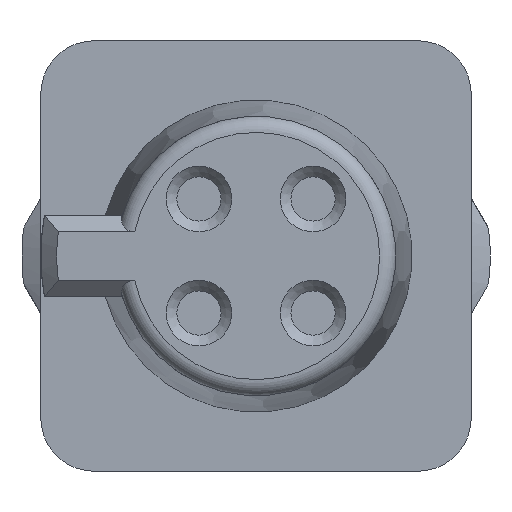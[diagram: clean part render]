
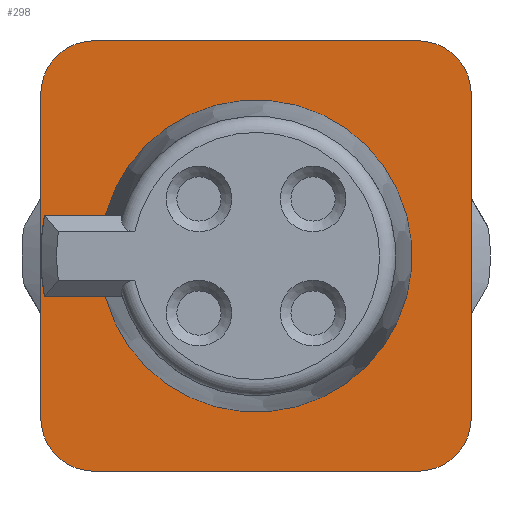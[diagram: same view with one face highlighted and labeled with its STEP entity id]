
A CAD part, left-side view. The second image highlights one B-rep face of the part: STEP entity #298.
In plain terms, the highlighted planar face has unit normal (-1, 0, 0).
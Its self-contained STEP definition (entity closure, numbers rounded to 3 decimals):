
#148=PLANE('',#1518);
#298=ADVANCED_FACE('',(#410),#148,.T.);
#410=FACE_OUTER_BOUND('',#486,.T.);
#486=EDGE_LOOP('',(#782,#783,#784,#785,#786,#787,#788,#789,#790,#791,#792,
#793,#794,#795));
#625=CIRCLE('',#1511,1.);
#626=CIRCLE('',#1512,1.);
#627=CIRCLE('',#1513,1.);
#628=CIRCLE('',#1514,4.);
#629=CIRCLE('',#1515,2.5);
#630=CIRCLE('',#1516,4.);
#631=CIRCLE('',#1517,1.);
#782=ORIENTED_EDGE('',*,*,#1235,.F.);
#783=ORIENTED_EDGE('',*,*,#1236,.T.);
#784=ORIENTED_EDGE('',*,*,#1237,.F.);
#785=ORIENTED_EDGE('',*,*,#1238,.T.);
#786=ORIENTED_EDGE('',*,*,#1239,.T.);
#787=ORIENTED_EDGE('',*,*,#1240,.T.);
#788=ORIENTED_EDGE('',*,*,#1241,.T.);
#789=ORIENTED_EDGE('',*,*,#1242,.T.);
#790=ORIENTED_EDGE('',*,*,#1243,.T.);
#791=ORIENTED_EDGE('',*,*,#1244,.T.);
#792=ORIENTED_EDGE('',*,*,#1245,.T.);
#793=ORIENTED_EDGE('',*,*,#1246,.T.);
#794=ORIENTED_EDGE('',*,*,#1247,.T.);
#795=ORIENTED_EDGE('',*,*,#1248,.T.);
#1088=VERTEX_POINT('',#2286);
#1089=VERTEX_POINT('',#2287);
#1090=VERTEX_POINT('',#2289);
#1091=VERTEX_POINT('',#2291);
#1092=VERTEX_POINT('',#2293);
#1093=VERTEX_POINT('',#2295);
#1094=VERTEX_POINT('',#2297);
#1095=VERTEX_POINT('',#2299);
#1096=VERTEX_POINT('',#2301);
#1097=VERTEX_POINT('',#2303);
#1098=VERTEX_POINT('',#2305);
#1099=VERTEX_POINT('',#2307);
#1100=VERTEX_POINT('',#2310);
#1235=EDGE_CURVE('',#1088,#1089,#1366,.T.);
#1236=EDGE_CURVE('',#1088,#1090,#625,.T.);
#1237=EDGE_CURVE('',#1091,#1090,#1367,.T.);
#1238=EDGE_CURVE('',#1091,#1092,#626,.T.);
#1239=EDGE_CURVE('',#1092,#1093,#1368,.T.);
#1240=EDGE_CURVE('',#1093,#1094,#627,.T.);
#1241=EDGE_CURVE('',#1094,#1095,#1369,.T.);
#1242=EDGE_CURVE('',#1095,#1096,#628,.T.);
#1243=EDGE_CURVE('',#1096,#1097,#1370,.T.);
#1244=EDGE_CURVE('',#1097,#1098,#629,.T.);
#1245=EDGE_CURVE('',#1098,#1099,#1371,.T.);
#1246=EDGE_CURVE('',#1099,#1095,#630,.T.);
#1247=EDGE_CURVE('',#1095,#1100,#1372,.T.);
#1248=EDGE_CURVE('',#1100,#1089,#631,.T.);
#1366=LINE('',#2285,#1419);
#1367=LINE('',#2290,#1420);
#1368=LINE('',#2294,#1421);
#1369=LINE('',#2298,#1422);
#1370=LINE('',#2302,#1423);
#1371=LINE('',#2306,#1424);
#1372=LINE('',#2309,#1425);
#1419=VECTOR('',#1738,1.);
#1420=VECTOR('',#1741,1.);
#1421=VECTOR('',#1744,1.);
#1422=VECTOR('',#1747,1.);
#1423=VECTOR('',#1750,1.);
#1424=VECTOR('',#1753,1.);
#1425=VECTOR('',#1756,1.);
#1511=AXIS2_PLACEMENT_3D('',#2288,#1739,#1740);
#1512=AXIS2_PLACEMENT_3D('',#2292,#1742,#1743);
#1513=AXIS2_PLACEMENT_3D('',#2296,#1745,#1746);
#1514=AXIS2_PLACEMENT_3D('',#2300,#1748,#1749);
#1515=AXIS2_PLACEMENT_3D('',#2304,#1751,#1752);
#1516=AXIS2_PLACEMENT_3D('',#2308,#1754,#1755);
#1517=AXIS2_PLACEMENT_3D('',#2311,#1757,#1758);
#1518=AXIS2_PLACEMENT_3D('',#2312,#1759,#1760);
#1738=DIRECTION('',(0.,1.,0.));
#1739=DIRECTION('',(-1.,0.,0.));
#1740=DIRECTION('',(0.,0.,1.));
#1741=DIRECTION('',(0.,0.,-1.));
#1742=DIRECTION('',(-1.,0.,0.));
#1743=DIRECTION('',(0.,0.,1.));
#1744=DIRECTION('',(0.,1.,0.));
#1745=DIRECTION('',(-1.,0.,0.));
#1746=DIRECTION('',(0.,0.,1.));
#1747=DIRECTION('',(0.,0.,-1.));
#1748=DIRECTION('',(1.,0.,0.));
#1749=DIRECTION('',(0.,0.,1.));
#1750=DIRECTION('',(0.,-1.,0.));
#1751=DIRECTION('',(1.,0.,0.));
#1752=DIRECTION('',(0.,0.,-1.));
#1753=DIRECTION('',(0.,1.,0.));
#1754=DIRECTION('',(1.,0.,0.));
#1755=DIRECTION('',(0.,0.,1.));
#1756=DIRECTION('',(0.,0.,-1.));
#1757=DIRECTION('',(-1.,0.,0.));
#1758=DIRECTION('',(0.,0.,1.));
#1759=DIRECTION('',(-1.,0.,0.));
#1760=DIRECTION('',(0.,0.,1.));
#2285=CARTESIAN_POINT('',(0.056,-4.,-4.));
#2286=CARTESIAN_POINT('',(0.056,-3.,-4.));
#2287=CARTESIAN_POINT('',(0.056,3.,-4.));
#2288=CARTESIAN_POINT('',(0.056,-3.,-3.));
#2289=CARTESIAN_POINT('',(0.056,-4.,-3.));
#2290=CARTESIAN_POINT('',(0.056,-4.,4.));
#2291=CARTESIAN_POINT('',(0.056,-4.,3.));
#2292=CARTESIAN_POINT('',(0.056,-3.,3.));
#2293=CARTESIAN_POINT('',(0.056,-3.,4.));
#2294=CARTESIAN_POINT('',(0.056,-4.,4.));
#2295=CARTESIAN_POINT('',(0.056,3.,4.));
#2296=CARTESIAN_POINT('',(0.056,3.,3.));
#2297=CARTESIAN_POINT('',(0.056,4.,3.));
#2298=CARTESIAN_POINT('',(0.056,4.,4.));
#2299=CARTESIAN_POINT('',(0.056,4.,0.));
#2300=CARTESIAN_POINT('',(0.056,0.,0.));
#2301=CARTESIAN_POINT('',(0.056,3.929,0.75));
#2302=CARTESIAN_POINT('',(0.056,3.929,0.75));
#2303=CARTESIAN_POINT('',(0.056,2.385,0.75));
#2304=CARTESIAN_POINT('',(0.056,0.,0.));
#2305=CARTESIAN_POINT('',(0.056,2.385,-0.75));
#2306=CARTESIAN_POINT('',(0.056,2.385,-0.75));
#2307=CARTESIAN_POINT('',(0.056,3.929,-0.75));
#2308=CARTESIAN_POINT('',(0.056,0.,0.));
#2309=CARTESIAN_POINT('',(0.056,4.,4.));
#2310=CARTESIAN_POINT('',(0.056,4.,-3.));
#2311=CARTESIAN_POINT('',(0.056,3.,-3.));
#2312=CARTESIAN_POINT('',(0.056,-4.,4.));
